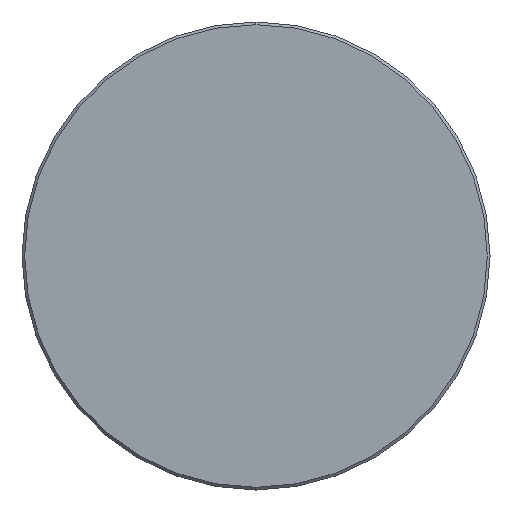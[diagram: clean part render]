
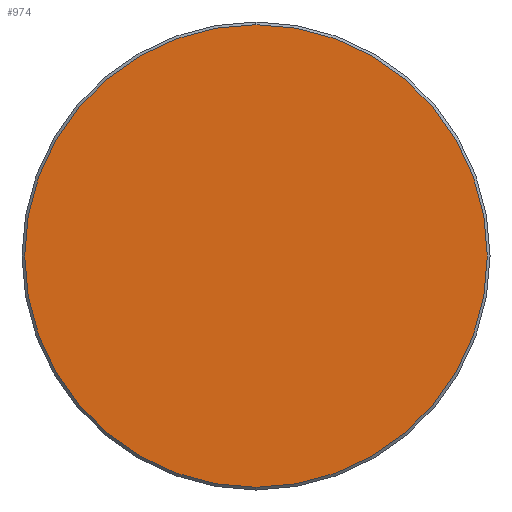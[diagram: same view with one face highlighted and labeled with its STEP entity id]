
A CAD part, left-side view. The second image highlights one B-rep face of the part: STEP entity #974.
In plain terms, the highlighted planar face has unit normal (-1, 0, 0).
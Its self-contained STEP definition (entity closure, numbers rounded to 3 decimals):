
#14 = VERTEX_POINT ( 'NONE', #131 ) ;
#71 = AXIS2_PLACEMENT_3D ( 'NONE', #1338, #1343, #1350 ) ;
#102 = PLANE ( 'NONE',  #426 ) ;
#114 = VERTEX_POINT ( 'NONE', #352 ) ;
#131 = CARTESIAN_POINT ( 'NONE',  ( -4.801, 0., 85.5 ) ) ;
#135 = EDGE_LOOP ( 'NONE', ( #204, #1153 ) ) ;
#204 = ORIENTED_EDGE ( 'NONE', *, *, #285, .T. ) ;
#285 = EDGE_CURVE ( 'NONE', #114, #14, #1775, .T. ) ;
#352 = CARTESIAN_POINT ( 'NONE',  ( -4.801, 0., -85.5 ) ) ;
#426 = AXIS2_PLACEMENT_3D ( 'NONE', #1499, #1525, #1399 ) ;
#449 = EDGE_CURVE ( 'NONE', #14, #114, #1578, .T. ) ;
#809 = FACE_OUTER_BOUND ( 'NONE', #135, .T. ) ;
#974 = ADVANCED_FACE ( 'NONE', ( #809 ), #102, .F. ) ;
#1052 = DIRECTION ( 'NONE',  ( 0., 0., -1. ) ) ;
#1079 = DIRECTION ( 'NONE',  ( -1., 0., 0. ) ) ;
#1105 = CARTESIAN_POINT ( 'NONE',  ( -4.801, 0., 0. ) ) ;
#1153 = ORIENTED_EDGE ( 'NONE', *, *, #449, .T. ) ;
#1309 = AXIS2_PLACEMENT_3D ( 'NONE', #1105, #1079, #1052 ) ;
#1338 = CARTESIAN_POINT ( 'NONE',  ( -4.801, 0., 0. ) ) ;
#1343 = DIRECTION ( 'NONE',  ( -1., 0., 0. ) ) ;
#1350 = DIRECTION ( 'NONE',  ( 0., 0., -1. ) ) ;
#1399 = DIRECTION ( 'NONE',  ( 0., 0., -1. ) ) ;
#1499 = CARTESIAN_POINT ( 'NONE',  ( -4.801, 0., 0. ) ) ;
#1525 = DIRECTION ( 'NONE',  ( 1., 0., 0. ) ) ;
#1578 = CIRCLE ( 'NONE', #71, 85.5 ) ;
#1775 = CIRCLE ( 'NONE', #1309, 85.5 ) ;
